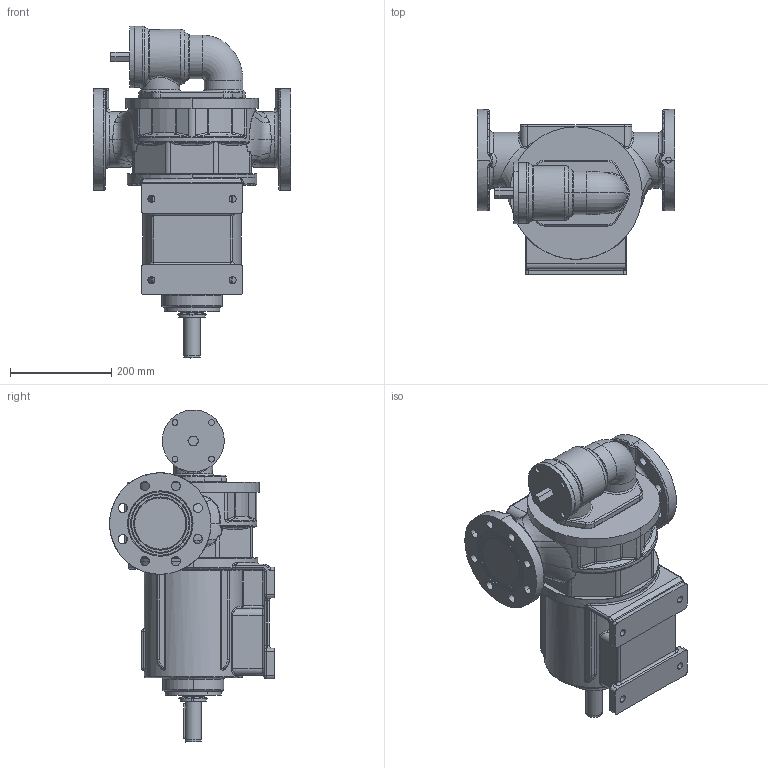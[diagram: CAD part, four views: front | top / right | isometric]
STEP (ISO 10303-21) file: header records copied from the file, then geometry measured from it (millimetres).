
FILE_DESCRIPTION((''),'2;1');
FILE_NAME('R_80_GL1B_Y','2019-06-19T16:05:25',('Nicola'),(''),'CREO PARAMETRIC BY PTC INC, 2017110','CREO PARAMETRIC BY PTC INC, 2017110','');
FILE_SCHEMA(('CONFIG_CONTROL_DESIGN'));
Products named in the file (1): R_80_GL1B_Y
Bounding box: 390 x 325 x 654.27 mm (x, y, z)
Volume: 22158459.2 mm3; surface area: 806974.2 mm2
Topology: 1 solids, 1 shells, 811 faces, 1938 edges, 1157 vertices
Faces by surface type: cylinder 247, bspline 173, plane 163, torus 115, cone 97, sphere 16
Entity records: 52455 total; most frequent: CARTESIAN_POINT 34382, ORIENTED_EDGE 3876, DIRECTION 3708, EDGE_CURVE 1938, AXIS2_PLACEMENT_3D 1543, VERTEX_POINT 1157, CIRCLE 905, EDGE_LOOP 887
